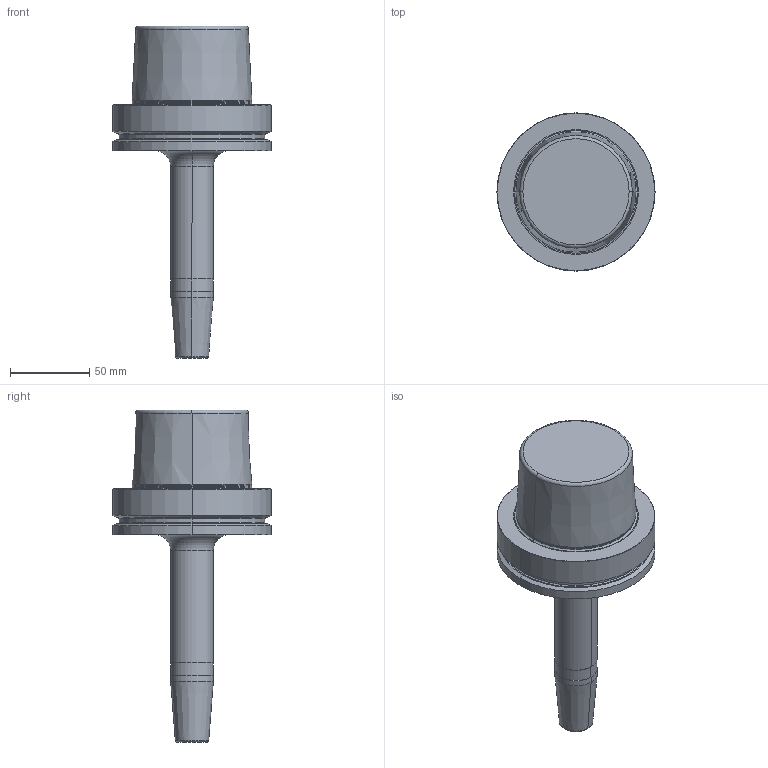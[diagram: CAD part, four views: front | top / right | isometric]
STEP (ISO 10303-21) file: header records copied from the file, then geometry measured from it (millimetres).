
FILE_DESCRIPTION((''),'2;1');
FILE_NAME('30338422','2018-12-13T15:05:25',('bahnemannr'),(''),'CREO PARAMETRIC BY PTC INC, 2018020','CREO PARAMETRIC BY PTC INC, 2018020','');
FILE_SCHEMA(('AUTOMOTIVE_DESIGN { 1 0 10303 214 1 1 1 1 }'));
Length unit declared in the file: millimetre
Products named in the file (1): 30338422
Bounding box: 100 x 100 x 209.9 mm (x, y, z)
Volume: 504239.8 mm3; surface area: 48163 mm2
Topology: 1 solids, 1 shells, 55 faces, 111 edges, 68 vertices
Faces by surface type: cylinder 16, torus 16, cone 14, plane 9
Entity records: 3129 total; most frequent: DIRECTION 305, CARTESIAN_POINT 233, PROPERTY_DEFINITION 220, REPRESENTATION 219, PROPERTY_DEFINITION_REPRESENTATION 219, ORIENTED_EDGE 216, AXIS2_PLACEMENT_3D 136, GENERAL_PROPERTY 123
